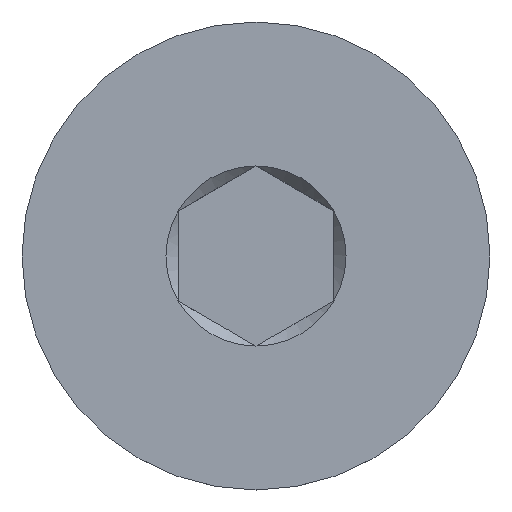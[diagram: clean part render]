
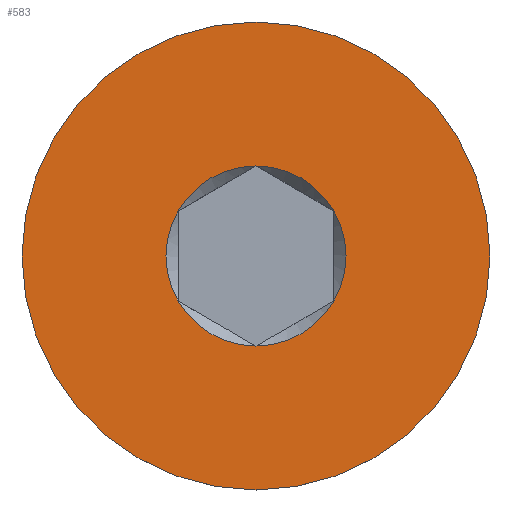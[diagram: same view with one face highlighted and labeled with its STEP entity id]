
A CAD part, top view. The second image highlights one B-rep face of the part: STEP entity #583.
In plain terms, the highlighted planar face has unit normal (0, 0, 1).
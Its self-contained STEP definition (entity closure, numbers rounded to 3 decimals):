
#17=FACE_BOUND('',#112,.T.);
#18=PLANE('',#652);
#75=FACE_OUTER_BOUND('',#111,.T.);
#111=EDGE_LOOP('',(#454,#455));
#112=EDGE_LOOP('',(#456,#457,#458,#459,#460,#461));
#136=CIRCLE('',#643,1.155);
#137=CIRCLE('',#645,3.);
#138=CIRCLE('',#646,3.);
#143=CIRCLE('',#653,1.155);
#144=CIRCLE('',#654,1.155);
#145=CIRCLE('',#655,1.155);
#146=CIRCLE('',#656,1.155);
#147=CIRCLE('',#657,1.155);
#261=VERTEX_POINT('',#2255);
#262=VERTEX_POINT('',#2256);
#263=VERTEX_POINT('',#2262);
#264=VERTEX_POINT('',#2263);
#270=VERTEX_POINT('',#2303);
#271=VERTEX_POINT('',#2305);
#272=VERTEX_POINT('',#2307);
#273=VERTEX_POINT('',#2309);
#333=EDGE_CURVE('',#261,#262,#136,.T.);
#334=EDGE_CURVE('',#263,#264,#137,.T.);
#335=EDGE_CURVE('',#264,#263,#138,.T.);
#344=EDGE_CURVE('',#262,#270,#143,.T.);
#345=EDGE_CURVE('',#270,#271,#144,.T.);
#346=EDGE_CURVE('',#271,#272,#145,.T.);
#347=EDGE_CURVE('',#272,#273,#146,.T.);
#348=EDGE_CURVE('',#273,#261,#147,.T.);
#454=ORIENTED_EDGE('',*,*,#334,.T.);
#455=ORIENTED_EDGE('',*,*,#335,.T.);
#456=ORIENTED_EDGE('',*,*,#344,.T.);
#457=ORIENTED_EDGE('',*,*,#345,.T.);
#458=ORIENTED_EDGE('',*,*,#346,.T.);
#459=ORIENTED_EDGE('',*,*,#347,.T.);
#460=ORIENTED_EDGE('',*,*,#348,.T.);
#461=ORIENTED_EDGE('',*,*,#333,.T.);
#583=ADVANCED_FACE('',(#75,#17),#18,.F.);
#643=AXIS2_PLACEMENT_3D('',#2260,#734,#735);
#645=AXIS2_PLACEMENT_3D('',#2264,#738,#739);
#646=AXIS2_PLACEMENT_3D('',#2265,#740,#741);
#652=AXIS2_PLACEMENT_3D('',#2302,#754,#755);
#653=AXIS2_PLACEMENT_3D('',#2304,#756,#757);
#654=AXIS2_PLACEMENT_3D('',#2306,#758,#759);
#655=AXIS2_PLACEMENT_3D('',#2308,#760,#761);
#656=AXIS2_PLACEMENT_3D('',#2310,#762,#763);
#657=AXIS2_PLACEMENT_3D('',#2311,#764,#765);
#734=DIRECTION('center_axis',(0.,0.,-1.));
#735=DIRECTION('ref_axis',(-1.,0.,0.));
#738=DIRECTION('center_axis',(0.,0.,1.));
#739=DIRECTION('ref_axis',(0.,-1.,0.));
#740=DIRECTION('center_axis',(0.,0.,1.));
#741=DIRECTION('ref_axis',(0.,-1.,0.));
#754=DIRECTION('center_axis',(0.,0.,-1.));
#755=DIRECTION('ref_axis',(0.,1.,0.));
#756=DIRECTION('center_axis',(0.,0.,-1.));
#757=DIRECTION('ref_axis',(-1.,0.,0.));
#758=DIRECTION('center_axis',(0.,0.,-1.));
#759=DIRECTION('ref_axis',(-1.,0.,0.));
#760=DIRECTION('center_axis',(0.,0.,-1.));
#761=DIRECTION('ref_axis',(-1.,0.,0.));
#762=DIRECTION('center_axis',(0.,0.,-1.));
#763=DIRECTION('ref_axis',(-1.,0.,0.));
#764=DIRECTION('center_axis',(0.,0.,-1.));
#765=DIRECTION('ref_axis',(-1.,0.,0.));
#2255=CARTESIAN_POINT('',(-1.,-0.577,2.5));
#2256=CARTESIAN_POINT('',(-1.,0.577,2.5));
#2260=CARTESIAN_POINT('Origin',(0.,0.,2.5));
#2262=CARTESIAN_POINT('',(0.,-3.,2.5));
#2263=CARTESIAN_POINT('',(0.,3.,2.5));
#2264=CARTESIAN_POINT('Origin',(0.,0.,2.5));
#2265=CARTESIAN_POINT('Origin',(0.,0.,2.5));
#2302=CARTESIAN_POINT('Origin',(0.,0.,
2.5));
#2303=CARTESIAN_POINT('',(0.,1.155,2.5));
#2304=CARTESIAN_POINT('Origin',(0.,0.,2.5));
#2305=CARTESIAN_POINT('',(1.,0.577,2.5));
#2306=CARTESIAN_POINT('Origin',(0.,0.,2.5));
#2307=CARTESIAN_POINT('',(1.,-0.577,2.5));
#2308=CARTESIAN_POINT('Origin',(0.,0.,2.5));
#2309=CARTESIAN_POINT('',(0.,-1.155,2.5));
#2310=CARTESIAN_POINT('Origin',(0.,0.,2.5));
#2311=CARTESIAN_POINT('Origin',(0.,0.,2.5));
